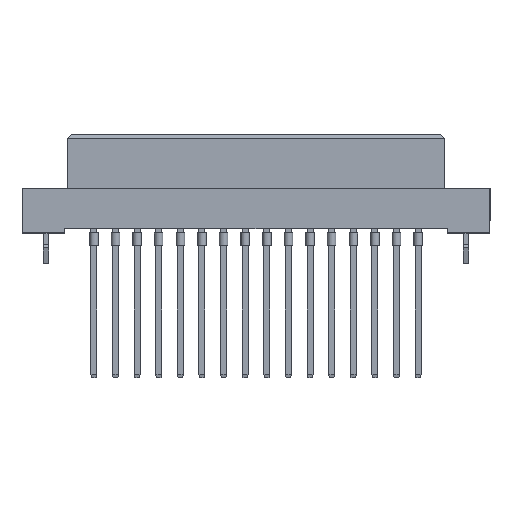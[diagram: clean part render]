
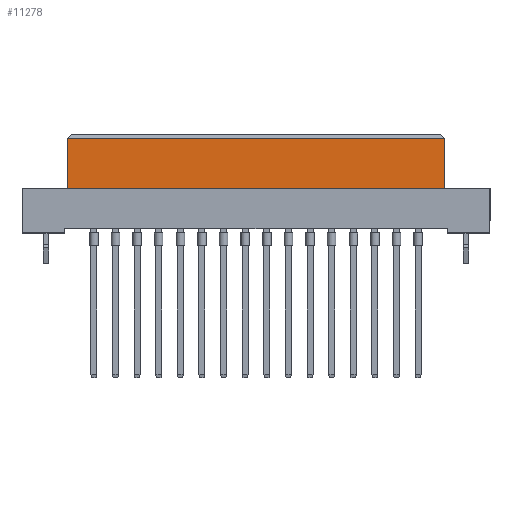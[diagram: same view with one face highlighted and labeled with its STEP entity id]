
A CAD part, top view. The second image highlights one B-rep face of the part: STEP entity #11278.
In plain terms, the highlighted planar face has unit normal (0, 0, 1).
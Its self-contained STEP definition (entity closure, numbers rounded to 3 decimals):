
#44 = EDGE_CURVE ( 'NONE', #11077, #16485, #527, .T. ) ;
#133 = LINE ( 'NONE', #19910, #16811 ) ;
#527 = LINE ( 'NONE', #16738, #6415 ) ;
#1597 = FACE_OUTER_BOUND ( 'NONE', #2578, .T. ) ;
#1790 = DIRECTION ( 'NONE',  ( 0., 1., 0. ) ) ;
#2539 = CARTESIAN_POINT ( 'NONE',  ( 22.2, -6.4, 4.25 ) ) ;
#2578 = EDGE_LOOP ( 'NONE', ( #12549, #6708, #6317, #12352 ) ) ;
#3122 = VECTOR ( 'NONE', #16333, 1000. ) ;
#3255 = DIRECTION ( 'NONE',  ( 0., 0., 1. ) ) ;
#6317 = ORIENTED_EDGE ( 'NONE', *, *, #19349, .F. ) ;
#6415 = VECTOR ( 'NONE', #8662, 1000. ) ;
#6443 = DIRECTION ( 'NONE',  ( 1., 0., 0. ) ) ;
#6708 = ORIENTED_EDGE ( 'NONE', *, *, #44, .T. ) ;
#6865 = CARTESIAN_POINT ( 'NONE',  ( -22.2, -0.5, 4.25 ) ) ;
#6951 = CARTESIAN_POINT ( 'NONE',  ( -22.2, -6.4, 4.25 ) ) ;
#7013 = AXIS2_PLACEMENT_3D ( 'NONE', #21480, #3255, #6443 ) ;
#7050 = CARTESIAN_POINT ( 'NONE',  ( 22.2, -6.4, 4.25 ) ) ;
#7657 = CARTESIAN_POINT ( 'NONE',  ( 22.2, -0.5, 4.25 ) ) ;
#8662 = DIRECTION ( 'NONE',  ( -1., 0., 0. ) ) ;
#9927 = EDGE_CURVE ( 'NONE', #12320, #11077, #14459, .T. ) ;
#9936 = PLANE ( 'NONE',  #7013 ) ;
#11077 = VERTEX_POINT ( 'NONE', #7657 ) ;
#11092 = DIRECTION ( 'NONE',  ( 1., 0., 0. ) ) ;
#11278 = ADVANCED_FACE ( 'NONE', ( #1597 ), #9936, .T. ) ;
#11730 = VERTEX_POINT ( 'NONE', #6951 ) ;
#12320 = VERTEX_POINT ( 'NONE', #2539 ) ;
#12352 = ORIENTED_EDGE ( 'NONE', *, *, #21188, .T. ) ;
#12549 = ORIENTED_EDGE ( 'NONE', *, *, #9927, .T. ) ;
#13021 = CARTESIAN_POINT ( 'NONE',  ( 22.2, -6.4, 4.25 ) ) ;
#14175 = LINE ( 'NONE', #7050, #17552 ) ;
#14459 = LINE ( 'NONE', #13021, #3122 ) ;
#16333 = DIRECTION ( 'NONE',  ( 0., 1., 0. ) ) ;
#16485 = VERTEX_POINT ( 'NONE', #6865 ) ;
#16738 = CARTESIAN_POINT ( 'NONE',  ( -22.2, -0.5, 4.25 ) ) ;
#16811 = VECTOR ( 'NONE', #1790, 1000. ) ;
#17552 = VECTOR ( 'NONE', #11092, 1000. ) ;
#19349 = EDGE_CURVE ( 'NONE', #11730, #16485, #133, .T. ) ;
#19910 = CARTESIAN_POINT ( 'NONE',  ( -22.2, -6.4, 4.25 ) ) ;
#21188 = EDGE_CURVE ( 'NONE', #11730, #12320, #14175, .T. ) ;
#21480 = CARTESIAN_POINT ( 'NONE',  ( 22.2, -6.4, 4.25 ) ) ;
